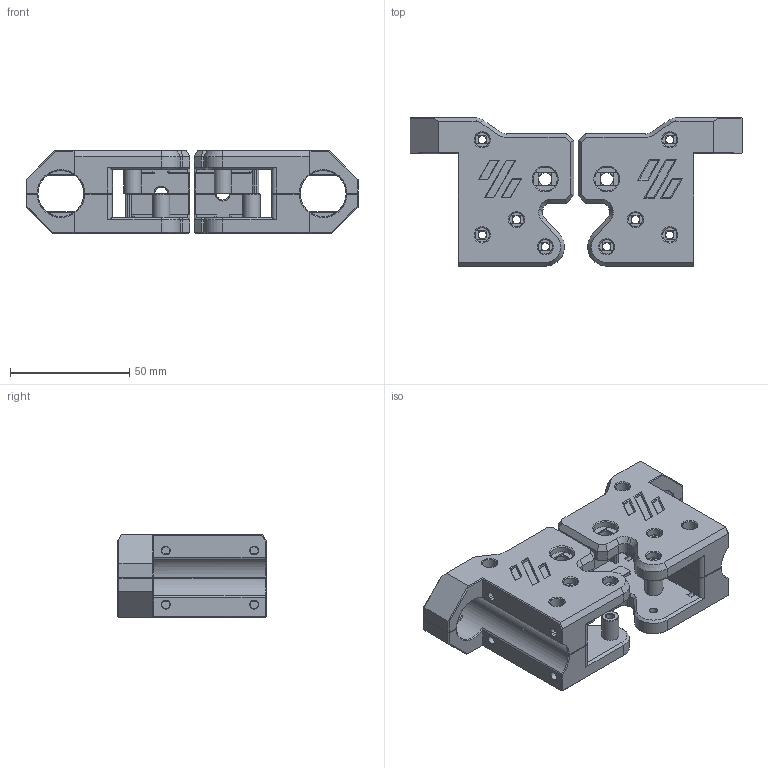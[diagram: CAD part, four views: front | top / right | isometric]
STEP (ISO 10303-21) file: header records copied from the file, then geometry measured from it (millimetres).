
FILE_DESCRIPTION(/* description */ (''),/* implementation_level */ '2;1');
FILE_NAME(/* name */ '[a]_xz_blocks.step',/* time_stamp */ '2025-10-07T19:42:28-04:00',/* author */ (''),/* organization */ (''),/* preprocessor_version */ 'ST-DEVELOPER v20.1',/* originating_system */ 'Autodesk Translation Framework v14.17.0.0',/* authorisation */ '');
FILE_SCHEMA (('AUTOMOTIVE_DESIGN { 1 0 10303 214 3 1 1 }'));
Length unit declared in the file: millimetre
Products named in the file (5): [a]_xz_blocks_B_1_25; [a]_x_block_front; [a]_x_block_rear; [a]_z_block_front; [a]_z_block_rear
Assembly tree (4 placements, depth 2):
  [a]_xz_blocks_B_1_25
    [a]_x_block_front
    [a]_x_block_rear
    [a]_z_block_front
    [a]_z_block_rear
Bounding box: 138.97 x 62 x 34.65 mm (x, y, z)
Volume: 120863.9 mm3; surface area: 45890.9 mm2
Topology: 4 solids, 4 shells, 1150 faces, 2902 edges, 1782 vertices
Faces by surface type: plane 806, cone 164, cylinder 140, bspline 40
Full cylindrical faces by diameter (mm): 3.4 x16, 4.6 x4, 5.4 x4, 6 x8, 7.2 x4, 10 x4
Entity records: 34814 total; most frequent: CARTESIAN_POINT 7311, ORIENTED_EDGE 5804, DIRECTION 5432, EDGE_CURVE 2902, LINE 2138, VECTOR 2138, VERTEX_POINT 1782, AXIS2_PLACEMENT_3D 1647
